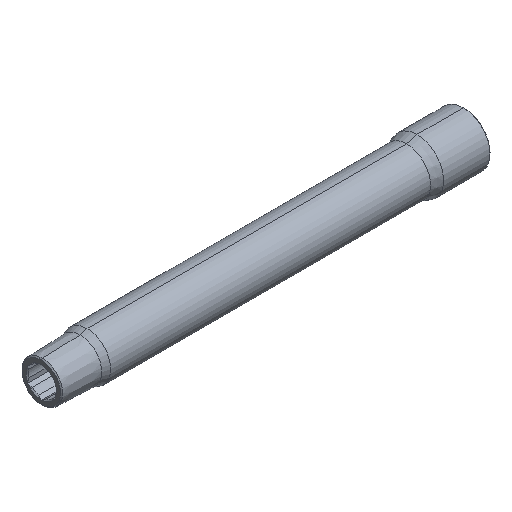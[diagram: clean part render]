
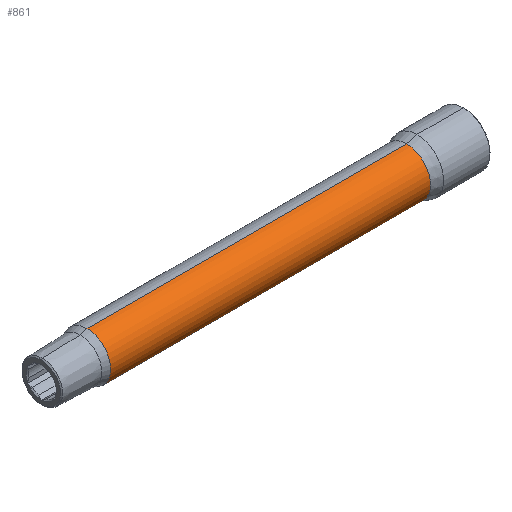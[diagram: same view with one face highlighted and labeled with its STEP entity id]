
A CAD part, isometric view. The second image highlights one B-rep face of the part: STEP entity #861.
In plain terms, the highlighted cylindrical face has radius 7 mm (diameter 14 mm), a partial arc.
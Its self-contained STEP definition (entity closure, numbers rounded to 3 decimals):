
#65 = EDGE_LOOP ( 'NONE', ( #168, #190, #228, #638 ) ) ;
#168 = ORIENTED_EDGE ( 'NONE', *, *, #332, .F. ) ;
#190 = ORIENTED_EDGE ( 'NONE', *, *, #354, .T. ) ;
#228 = ORIENTED_EDGE ( 'NONE', *, *, #309, .T. ) ;
#309 = EDGE_CURVE ( 'NONE', #721, #782, #461, .T. ) ;
#332 = EDGE_CURVE ( 'NONE', #734, #698, #829, .T. ) ;
#346 = EDGE_CURVE ( 'NONE', #698, #782, #1005, .T. ) ;
#354 = EDGE_CURVE ( 'NONE', #734, #721, #1007, .T. ) ;
#461 = LINE ( 'NONE', #473, #1165 ) ;
#463 = DIRECTION ( 'NONE',  ( -1., 0., 0. ) ) ;
#473 = CARTESIAN_POINT ( 'NONE',  ( -103.476, 0., 7. ) ) ;
#588 = DIRECTION ( 'NONE',  ( -1., 0., 0. ) ) ;
#595 = DIRECTION ( 'NONE',  ( 0., 0., 1. ) ) ;
#638 = ORIENTED_EDGE ( 'NONE', *, *, #346, .F. ) ;
#698 = VERTEX_POINT ( 'NONE', #1447 ) ;
#721 = VERTEX_POINT ( 'NONE', #1493 ) ;
#734 = VERTEX_POINT ( 'NONE', #1467 ) ;
#782 = VERTEX_POINT ( 'NONE', #1513 ) ;
#823 = CARTESIAN_POINT ( 'NONE',  ( -111.5, 0., 0. ) ) ;
#829 = LINE ( 'NONE', #834, #1013 ) ;
#834 = CARTESIAN_POINT ( 'NONE',  ( -103.476, 0., -7. ) ) ;
#839 = DIRECTION ( 'NONE',  ( -1., 0., 0. ) ) ;
#861 = ADVANCED_FACE ( 'NONE', ( #1318 ), #1314, .T. ) ;
#919 = AXIS2_PLACEMENT_3D ( 'NONE', #1319, #1325, #1312 ) ;
#1005 = CIRCLE ( 'NONE', #1016, 7. ) ;
#1007 = CIRCLE ( 'NONE', #1022, 7. ) ;
#1013 = VECTOR ( 'NONE', #839, 1000. ) ;
#1016 = AXIS2_PLACEMENT_3D ( 'NONE', #823, #588, #595 ) ;
#1022 = AXIS2_PLACEMENT_3D ( 'NONE', #1235, #1247, #1236 ) ;
#1165 = VECTOR ( 'NONE', #463, 1000. ) ;
#1235 = CARTESIAN_POINT ( 'NONE',  ( -17., 0., 0. ) ) ;
#1236 = DIRECTION ( 'NONE',  ( 0., 0., 1. ) ) ;
#1247 = DIRECTION ( 'NONE',  ( -1., 0., 0. ) ) ;
#1312 = DIRECTION ( 'NONE',  ( 0., 0., 1. ) ) ;
#1314 = CYLINDRICAL_SURFACE ( 'NONE', #919, 7. ) ;
#1318 = FACE_OUTER_BOUND ( 'NONE', #65, .T. ) ;
#1319 = CARTESIAN_POINT ( 'NONE',  ( -103.476, 0., 0. ) ) ;
#1325 = DIRECTION ( 'NONE',  ( -1., 0., 0. ) ) ;
#1447 = CARTESIAN_POINT ( 'NONE',  ( -111.5, 0., -7. ) ) ;
#1467 = CARTESIAN_POINT ( 'NONE',  ( -17., 0., -7. ) ) ;
#1493 = CARTESIAN_POINT ( 'NONE',  ( -17., 0., 7. ) ) ;
#1513 = CARTESIAN_POINT ( 'NONE',  ( -111.5, 0., 7. ) ) ;
